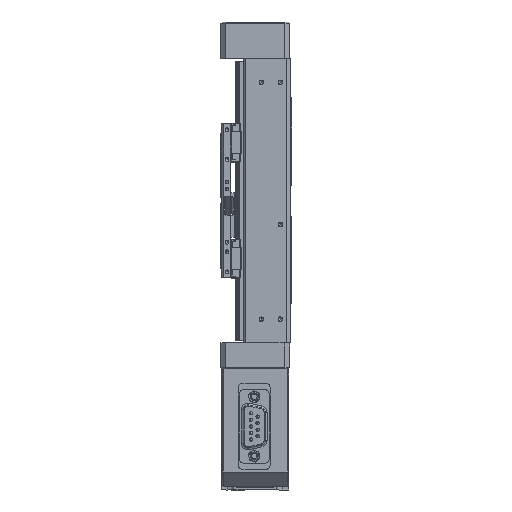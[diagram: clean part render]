
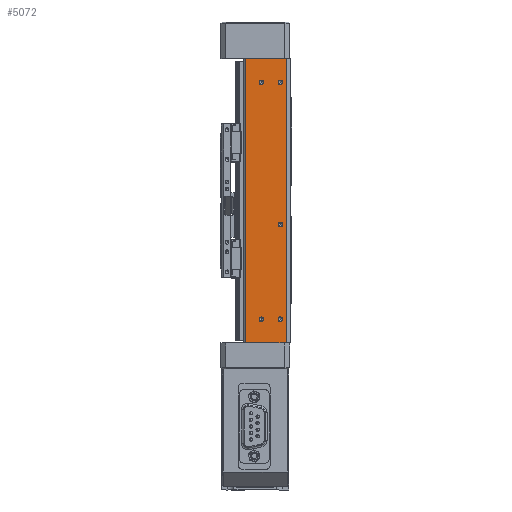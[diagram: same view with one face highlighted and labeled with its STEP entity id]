
A CAD part, left-side view. The second image highlights one B-rep face of the part: STEP entity #5072.
In plain terms, the highlighted planar face has unit normal (-1, 0, 0).
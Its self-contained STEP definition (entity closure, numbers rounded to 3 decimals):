
#27 = VERTEX_POINT ( 'NONE', #45953 ) ;
#660 = CIRCLE ( 'NONE', #6622, 1. ) ;
#670 = CARTESIAN_POINT ( 'NONE',  ( 0., -15., 10. ) ) ;
#1047 = EDGE_CURVE ( 'NONE', #38974, #9358, #28745, .T. ) ;
#1152 = LINE ( 'NONE', #18369, #29198 ) ;
#1214 = EDGE_CURVE ( 'NONE', #28174, #3861, #32113, .T. ) ;
#1308 = FACE_BOUND ( 'NONE', #25729, .T. ) ;
#1445 = ORIENTED_EDGE ( 'NONE', *, *, #9000, .F. ) ;
#1732 = ORIENTED_EDGE ( 'NONE', *, *, #10792, .F. ) ;
#1841 = CARTESIAN_POINT ( 'NONE',  ( 0., 0., 120. ) ) ;
#2352 = FACE_OUTER_BOUND ( 'NONE', #15428, .T. ) ;
#2670 = AXIS2_PLACEMENT_3D ( 'NONE', #1841, #34195, #30249 ) ;
#3203 = VECTOR ( 'NONE', #6784, 1000. ) ;
#3861 = VERTEX_POINT ( 'NONE', #44266 ) ;
#4398 = DIRECTION ( 'NONE',  ( -1., 0., 0. ) ) ;
#5072 = ADVANCED_FACE ( 'NONE', ( #1308, #14290, #25990, #29708, #18532, #2352 ), #22501, .F. ) ;
#5075 = ORIENTED_EDGE ( 'NONE', *, *, #36978, .T. ) ;
#5423 = DIRECTION ( 'NONE',  ( -1., 0., 0. ) ) ;
#5971 = CARTESIAN_POINT ( 'NONE',  ( 0., -7., 110. ) ) ;
#6036 = VERTEX_POINT ( 'NONE', #31589 ) ;
#6295 = AXIS2_PLACEMENT_3D ( 'NONE', #20841, #20065, #41009 ) ;
#6426 = LINE ( 'NONE', #46413, #26839 ) ;
#6622 = AXIS2_PLACEMENT_3D ( 'NONE', #38012, #17354, #29306 ) ;
#6784 = DIRECTION ( 'NONE',  ( 0., -1., 0. ) ) ;
#6809 = CARTESIAN_POINT ( 'NONE',  ( 0., -15., 49. ) ) ;
#6951 = AXIS2_PLACEMENT_3D ( 'NONE', #30047, #9867, #26050 ) ;
#8621 = DIRECTION ( 'NONE',  ( -1., 0., 0. ) ) ;
#8647 = DIRECTION ( 'NONE',  ( 0., 0., 1. ) ) ;
#9000 = EDGE_CURVE ( 'NONE', #51658, #27, #45687, .T. ) ;
#9274 = VERTEX_POINT ( 'NONE', #39918 ) ;
#9358 = VERTEX_POINT ( 'NONE', #45165 ) ;
#9867 = DIRECTION ( 'NONE',  ( -1., 0., 0. ) ) ;
#10438 = EDGE_CURVE ( 'NONE', #50749, #6036, #43616, .T. ) ;
#10792 = EDGE_CURVE ( 'NONE', #37035, #48496, #660, .T. ) ;
#10884 = ORIENTED_EDGE ( 'NONE', *, *, #1214, .F. ) ;
#10901 = DIRECTION ( 'NONE',  ( 0., 0., -1. ) ) ;
#12001 = EDGE_CURVE ( 'NONE', #3861, #28174, #48031, .T. ) ;
#12581 = AXIS2_PLACEMENT_3D ( 'NONE', #24798, #39720, #16569 ) ;
#13138 = EDGE_CURVE ( 'NONE', #6036, #34609, #14954, .T. ) ;
#13918 = DIRECTION ( 'NONE',  ( 0., 0., 1. ) ) ;
#14178 = DIRECTION ( 'NONE',  ( -1., 0., 0. ) ) ;
#14290 = FACE_BOUND ( 'NONE', #24345, .T. ) ;
#14338 = EDGE_CURVE ( 'NONE', #27, #51658, #26376, .T. ) ;
#14780 = ORIENTED_EDGE ( 'NONE', *, *, #35706, .F. ) ;
#14953 = AXIS2_PLACEMENT_3D ( 'NONE', #36707, #8621, #24796 ) ;
#14954 = LINE ( 'NONE', #26406, #44817 ) ;
#15178 = AXIS2_PLACEMENT_3D ( 'NONE', #670, #4398, #8647 ) ;
#15275 = AXIS2_PLACEMENT_3D ( 'NONE', #45039, #41589, #29700 ) ;
#15428 = EDGE_LOOP ( 'NONE', ( #26149, #5075, #47141, #50618 ) ) ;
#16493 = CARTESIAN_POINT ( 'NONE',  ( 0., -15., 111. ) ) ;
#16569 = DIRECTION ( 'NONE',  ( 0., 0., 1. ) ) ;
#17135 = VERTEX_POINT ( 'NONE', #20850 ) ;
#17354 = DIRECTION ( 'NONE',  ( -1., 0., 0. ) ) ;
#18369 = CARTESIAN_POINT ( 'NONE',  ( 0., 0., 120. ) ) ;
#18523 = EDGE_CURVE ( 'NONE', #9274, #34609, #1152, .T. ) ;
#18532 = FACE_BOUND ( 'NONE', #48247, .T. ) ;
#19537 = ORIENTED_EDGE ( 'NONE', *, *, #30931, .F. ) ;
#19568 = AXIS2_PLACEMENT_3D ( 'NONE', #40049, #20131, #19875 ) ;
#19875 = DIRECTION ( 'NONE',  ( 0., 0., 1. ) ) ;
#20065 = DIRECTION ( 'NONE',  ( -1., 0., 0. ) ) ;
#20113 = CARTESIAN_POINT ( 'NONE',  ( 0., -0.3, 0. ) ) ;
#20131 = DIRECTION ( 'NONE',  ( -1., 0., 0. ) ) ;
#20841 = CARTESIAN_POINT ( 'NONE',  ( 0., -15., 50. ) ) ;
#20850 = CARTESIAN_POINT ( 'NONE',  ( 0., -7., 11. ) ) ;
#22501 = PLANE ( 'NONE',  #2670 ) ;
#22934 = ORIENTED_EDGE ( 'NONE', *, *, #1047, .F. ) ;
#24162 = EDGE_CURVE ( 'NONE', #9358, #38974, #37965, .T. ) ;
#24166 = CARTESIAN_POINT ( 'NONE',  ( 0., -15., 51. ) ) ;
#24345 = EDGE_LOOP ( 'NONE', ( #19537, #14780 ) ) ;
#24796 = DIRECTION ( 'NONE',  ( 0., 0., 1. ) ) ;
#24798 = CARTESIAN_POINT ( 'NONE',  ( 0., -15., 10. ) ) ;
#25729 = EDGE_LOOP ( 'NONE', ( #1732, #28364 ) ) ;
#25990 = FACE_BOUND ( 'NONE', #51467, .T. ) ;
#26050 = DIRECTION ( 'NONE',  ( 0., 0., 1. ) ) ;
#26149 = ORIENTED_EDGE ( 'NONE', *, *, #18523, .F. ) ;
#26376 = CIRCLE ( 'NONE', #19568, 1. ) ;
#26406 = CARTESIAN_POINT ( 'NONE',  ( 0., -17.4, 120. ) ) ;
#26804 = CARTESIAN_POINT ( 'NONE',  ( 0., -7., 9. ) ) ;
#26839 = VECTOR ( 'NONE', #10901, 1000. ) ;
#28174 = VERTEX_POINT ( 'NONE', #51506 ) ;
#28364 = ORIENTED_EDGE ( 'NONE', *, *, #28695, .F. ) ;
#28572 = EDGE_LOOP ( 'NONE', ( #43189, #10884 ) ) ;
#28695 = EDGE_CURVE ( 'NONE', #48496, #37035, #50315, .T. ) ;
#28745 = CIRCLE ( 'NONE', #15178, 1. ) ;
#29198 = VECTOR ( 'NONE', #34540, 1000. ) ;
#29306 = DIRECTION ( 'NONE',  ( 0., 0., 1. ) ) ;
#29612 = AXIS2_PLACEMENT_3D ( 'NONE', #5971, #14178, #13918 ) ;
#29700 = DIRECTION ( 'NONE',  ( 0., 0., 1. ) ) ;
#29708 = FACE_BOUND ( 'NONE', #28572, .T. ) ;
#30047 = CARTESIAN_POINT ( 'NONE',  ( 0., -7., 10. ) ) ;
#30249 = DIRECTION ( 'NONE',  ( 0., 1., 0. ) ) ;
#30931 = EDGE_CURVE ( 'NONE', #17135, #37371, #36613, .T. ) ;
#31071 = CIRCLE ( 'NONE', #14953, 1. ) ;
#31589 = CARTESIAN_POINT ( 'NONE',  ( 0., -17.4, 0. ) ) ;
#32113 = CIRCLE ( 'NONE', #29612, 1. ) ;
#32870 = AXIS2_PLACEMENT_3D ( 'NONE', #49398, #5423, #33788 ) ;
#33362 = ORIENTED_EDGE ( 'NONE', *, *, #24162, .F. ) ;
#33788 = DIRECTION ( 'NONE',  ( 0., 0., 1. ) ) ;
#34195 = DIRECTION ( 'NONE',  ( 1., 0., 0. ) ) ;
#34540 = DIRECTION ( 'NONE',  ( 0., -1., 0. ) ) ;
#34609 = VERTEX_POINT ( 'NONE', #51435 ) ;
#35706 = EDGE_CURVE ( 'NONE', #37371, #17135, #31071, .T. ) ;
#35784 = ORIENTED_EDGE ( 'NONE', *, *, #14338, .F. ) ;
#36613 = CIRCLE ( 'NONE', #6951, 1. ) ;
#36707 = CARTESIAN_POINT ( 'NONE',  ( 0., -7., 10. ) ) ;
#36978 = EDGE_CURVE ( 'NONE', #9274, #50749, #6426, .T. ) ;
#37035 = VERTEX_POINT ( 'NONE', #24166 ) ;
#37371 = VERTEX_POINT ( 'NONE', #26804 ) ;
#37965 = CIRCLE ( 'NONE', #12581, 1. ) ;
#38012 = CARTESIAN_POINT ( 'NONE',  ( 0., -15., 50. ) ) ;
#38974 = VERTEX_POINT ( 'NONE', #42616 ) ;
#39720 = DIRECTION ( 'NONE',  ( -1., 0., 0. ) ) ;
#39918 = CARTESIAN_POINT ( 'NONE',  ( 0., -0.3, 120. ) ) ;
#40049 = CARTESIAN_POINT ( 'NONE',  ( 0., -15., 110. ) ) ;
#41009 = DIRECTION ( 'NONE',  ( 0., 0., 1. ) ) ;
#41589 = DIRECTION ( 'NONE',  ( -1., 0., 0. ) ) ;
#42616 = CARTESIAN_POINT ( 'NONE',  ( 0., -15., 11. ) ) ;
#43082 = CARTESIAN_POINT ( 'NONE',  ( 0., 0., 0. ) ) ;
#43189 = ORIENTED_EDGE ( 'NONE', *, *, #12001, .F. ) ;
#43616 = LINE ( 'NONE', #43082, #3203 ) ;
#44266 = CARTESIAN_POINT ( 'NONE',  ( 0., -7., 111. ) ) ;
#44817 = VECTOR ( 'NONE', #47535, 1000. ) ;
#45039 = CARTESIAN_POINT ( 'NONE',  ( 0., -15., 110. ) ) ;
#45165 = CARTESIAN_POINT ( 'NONE',  ( 0., -15., 9. ) ) ;
#45687 = CIRCLE ( 'NONE', #15275, 1. ) ;
#45953 = CARTESIAN_POINT ( 'NONE',  ( 0., -15., 109. ) ) ;
#46413 = CARTESIAN_POINT ( 'NONE',  ( 0., -0.3, 120. ) ) ;
#47141 = ORIENTED_EDGE ( 'NONE', *, *, #10438, .T. ) ;
#47535 = DIRECTION ( 'NONE',  ( 0., 0., 1. ) ) ;
#48031 = CIRCLE ( 'NONE', #32870, 1. ) ;
#48247 = EDGE_LOOP ( 'NONE', ( #1445, #35784 ) ) ;
#48496 = VERTEX_POINT ( 'NONE', #6809 ) ;
#49398 = CARTESIAN_POINT ( 'NONE',  ( 0., -7., 110. ) ) ;
#50315 = CIRCLE ( 'NONE', #6295, 1. ) ;
#50618 = ORIENTED_EDGE ( 'NONE', *, *, #13138, .T. ) ;
#50749 = VERTEX_POINT ( 'NONE', #20113 ) ;
#51435 = CARTESIAN_POINT ( 'NONE',  ( 0., -17.4, 120. ) ) ;
#51467 = EDGE_LOOP ( 'NONE', ( #22934, #33362 ) ) ;
#51506 = CARTESIAN_POINT ( 'NONE',  ( 0., -7., 109. ) ) ;
#51658 = VERTEX_POINT ( 'NONE', #16493 ) ;
